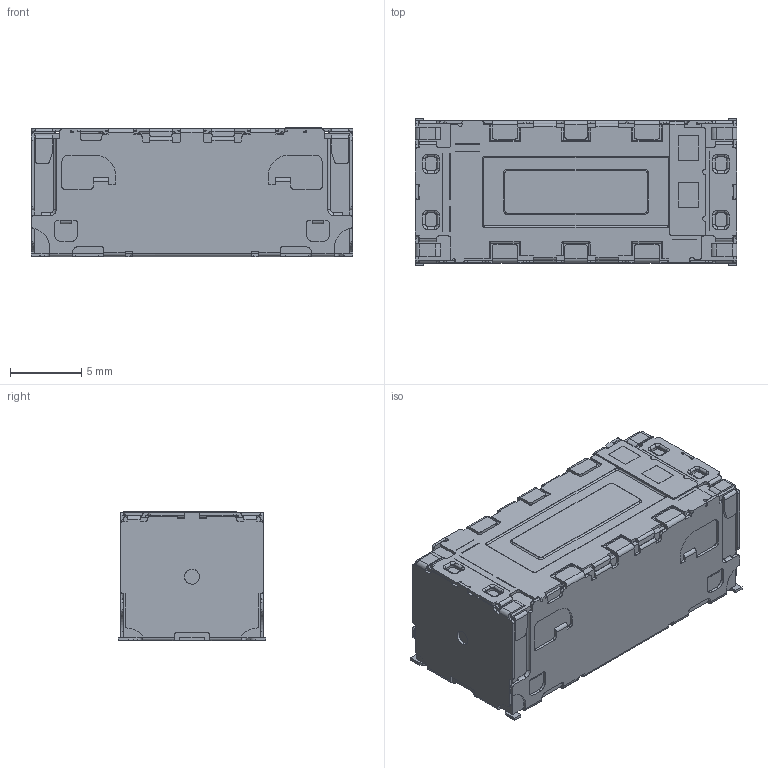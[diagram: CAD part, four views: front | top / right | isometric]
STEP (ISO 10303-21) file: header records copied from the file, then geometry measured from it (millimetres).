
FILE_DESCRIPTION (( 'STEP AP214' ), '1' );
FILE_NAME ('AFT14A903A.STEP', '2022-03-25T04:22:13', ( '' ), ( '' ), 'SwSTEP 2.0', 'SolidWorks 2021', '' );
FILE_SCHEMA (( 'AUTOMOTIVE_DESIGN' ));
Length unit declared in the file: millimetre
Products named in the file (1): AFT14A903A
Bounding box: 22.6 x 10.4 x 9.1 mm (x, y, z)
Volume: 1980.2 mm3; surface area: 1421.6 mm2
Topology: 1 solids, 5 shells, 1331 faces, 3819 edges, 2460 vertices
Faces by surface type: plane 743, cylinder 511, bspline 77
Entity records: 46439 total; most frequent: CARTESIAN_POINT 13636, ORIENTED_EDGE 7558, DIRECTION 5804, EDGE_CURVE 3779, VERTEX_POINT 2460, VECTOR 2262, LINE 2262, AXIS2_PLACEMENT_3D 1771
